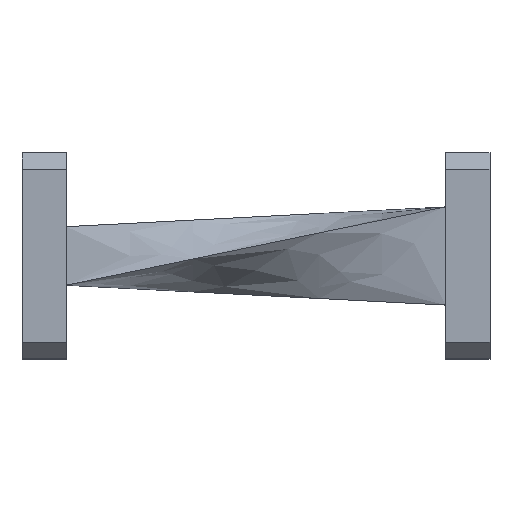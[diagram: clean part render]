
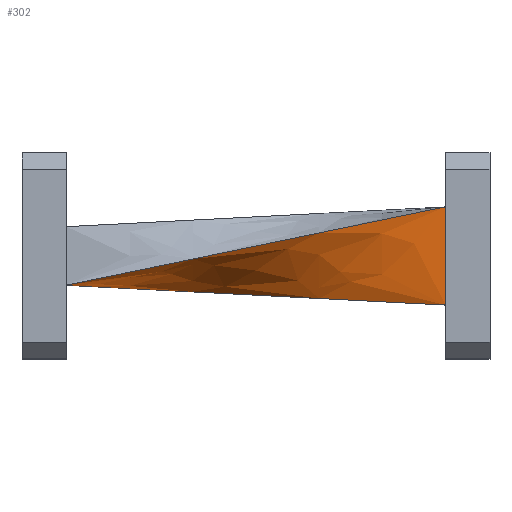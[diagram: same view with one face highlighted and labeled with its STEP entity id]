
A CAD part, top view. The second image highlights one B-rep face of the part: STEP entity #302.
In plain terms, the highlighted free-form (B-spline) face has degree [3, 1] with [6, 2] control points.
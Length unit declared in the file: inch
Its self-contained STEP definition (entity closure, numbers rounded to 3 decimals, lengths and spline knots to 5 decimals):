
#60 = LINE ( 'NONE', #1209, #336 ) ;
#66 = CARTESIAN_POINT ( 'NONE',  ( -1.62, -0.125, -0.21 ) ) ;
#84 = CARTESIAN_POINT ( 'NONE',  ( 0., 0.07, 0.125 ) ) ;
#88 = CARTESIAN_POINT ( 'NONE',  ( -1.62, -0.125, 0.21 ) ) ;
#107 = VECTOR ( 'NONE', #1687, 39.37008 ) ;
#157 = DIRECTION ( 'NONE',  ( 0., 1., 0. ) ) ;
#175 = VERTEX_POINT ( 'NONE', #66 ) ;
#212 = CARTESIAN_POINT ( 'NONE',  ( 0., 0.14, 0.125 ) ) ;
#285 = DIRECTION ( 'NONE',  ( 0.978, 0.202, -0.051 ) ) ;
#302 = ADVANCED_FACE ( 'NONE', ( #1508 ), #1165, .T. ) ;
#336 = VECTOR ( 'NONE', #157, 39.37008 ) ;
#357 = CARTESIAN_POINT ( 'NONE',  ( -1.62, -0.125, 0.07 ) ) ;
#358 = EDGE_CURVE ( 'NONE', #175, #1005, #359, .T. ) ;
#359 = LINE ( 'NONE', #393, #107 ) ;
#362 = CARTESIAN_POINT ( 'NONE',  ( -1.62, -0.125, 0.14 ) ) ;
#368 = CARTESIAN_POINT ( 'NONE',  ( -1.62, -0.125, -0.21 ) ) ;
#393 = CARTESIAN_POINT ( 'NONE',  ( -0.81, -0.1675, -0.0425 ) ) ;
#501 = CARTESIAN_POINT ( 'NONE',  ( -1.62, -0.125, 0.21 ) ) ;
#540 = CARTESIAN_POINT ( 'NONE',  ( -0.81, 0.0425, 0.1675 ) ) ;
#701 = VERTEX_POINT ( 'NONE', #88 ) ;
#757 = LINE ( 'NONE', #540, #1331 ) ;
#759 = CARTESIAN_POINT ( 'NONE',  ( 0., -0.07, 0.125 ) ) ;
#763 = EDGE_LOOP ( 'NONE', ( #1646, #1320, #1573, #1386 ) ) ;
#782 = CARTESIAN_POINT ( 'NONE',  ( 0., -0.21, 0.125 ) ) ;
#886 = CARTESIAN_POINT ( 'NONE',  ( 0., -0.14, 0.125 ) ) ;
#950 = CARTESIAN_POINT ( 'NONE',  ( 0., 0.21, 0.125 ) ) ;
#1005 = VERTEX_POINT ( 'NONE', #782 ) ;
#1028 = CARTESIAN_POINT ( 'NONE',  ( -1.62, -0.125, -0.14 ) ) ;
#1049 = VERTEX_POINT ( 'NONE', #950 ) ;
#1073 = VECTOR ( 'NONE', #1632, 39.37008 ) ;
#1165 = B_SPLINE_SURFACE_WITH_KNOTS ( 'NONE', 3, 1, ( 
 ( #501, #1412 ),
 ( #362, #212 ),
 ( #357, #84 ),
 ( #1550, #759 ),
 ( #1028, #886 ),
 ( #368, #1422 ) ),
 .UNSPECIFIED., .F., .F., .F.,
 ( 4, 2, 4 ),
 ( 2, 2 ),
 ( 0., 0.5, 1. ),
 ( 0., 1. ),
 .UNSPECIFIED. ) ;
#1209 = CARTESIAN_POINT ( 'NONE',  ( 0., -0.21, 0.125 ) ) ;
#1268 = EDGE_CURVE ( 'NONE', #701, #175, #1608, .T. ) ;
#1320 = ORIENTED_EDGE ( 'NONE', *, *, #358, .T. ) ;
#1331 = VECTOR ( 'NONE', #285, 39.37008 ) ;
#1386 = ORIENTED_EDGE ( 'NONE', *, *, #1396, .F. ) ;
#1396 = EDGE_CURVE ( 'NONE', #701, #1049, #757, .T. ) ;
#1412 = CARTESIAN_POINT ( 'NONE',  ( 0., 0.21, 0.125 ) ) ;
#1422 = CARTESIAN_POINT ( 'NONE',  ( 0., -0.21, 0.125 ) ) ;
#1465 = EDGE_CURVE ( 'NONE', #1005, #1049, #60, .T. ) ;
#1508 = FACE_OUTER_BOUND ( 'NONE', #763, .T. ) ;
#1550 = CARTESIAN_POINT ( 'NONE',  ( -1.62, -0.125, -0.07 ) ) ;
#1573 = ORIENTED_EDGE ( 'NONE', *, *, #1465, .T. ) ;
#1608 = LINE ( 'NONE', #1623, #1073 ) ;
#1623 = CARTESIAN_POINT ( 'NONE',  ( -1.62, -0.125, 0.21 ) ) ;
#1632 = DIRECTION ( 'NONE',  ( 0., 0., -1. ) ) ;
#1646 = ORIENTED_EDGE ( 'NONE', *, *, #1268, .T. ) ;
#1687 = DIRECTION ( 'NONE',  ( 0.978, -0.051, 0.202 ) ) ;
